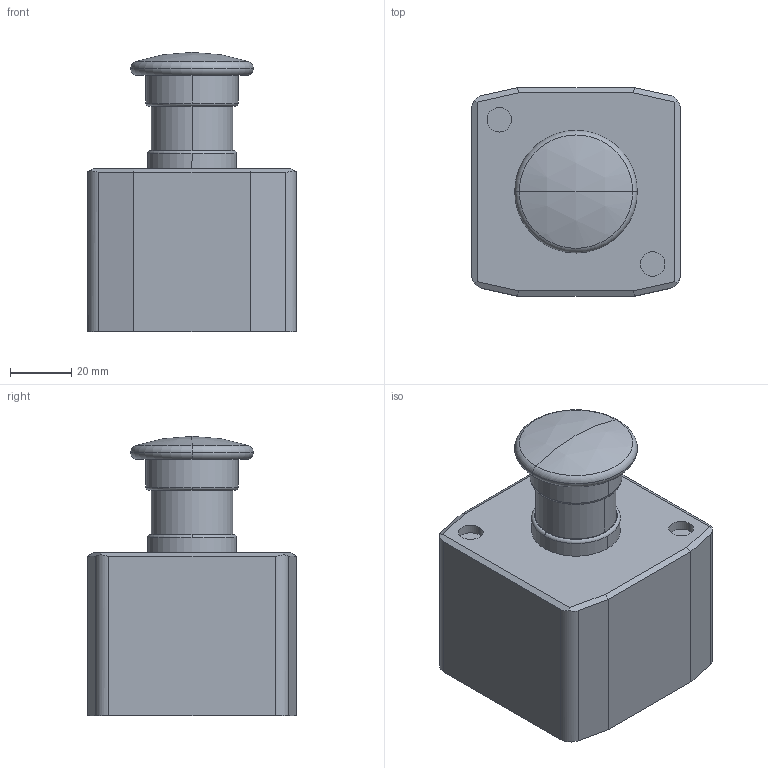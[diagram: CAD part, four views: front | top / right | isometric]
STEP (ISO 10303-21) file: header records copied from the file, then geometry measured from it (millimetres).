
FILE_DESCRIPTION(('STEP AP242'),'1');
FILE_NAME('stop_xalk178e.stp','2018-10-26T14:30:09',('TraceParts'),('TraceParts S.A.'),'Spatial InterOp 3D',' ',' ');
FILE_SCHEMA(('AP242_MANAGED_MODEL_BASED_3D_ENGINEERING_MIM_LF {1 0 10303 442 1 1 4}'));
Length unit declared in the file: millimetre
Products named in the file (1): stop_xalk178e
Bounding box: 68 x 68 x 91 mm (x, y, z)
Volume: 264191.9 mm3; surface area: 27303.9 mm2
Topology: 1 solids, 1 shells, 64 faces, 155 edges, 102 vertices
Faces by surface type: plane 30, cylinder 24, torus 8, sphere 2
Entity records: 1921 total; most frequent: DIRECTION 364, CARTESIAN_POINT 322, ORIENTED_EDGE 310, EDGE_CURVE 155, AXIS2_PLACEMENT_3D 144, VERTEX_POINT 102, LINE 76, VECTOR 76
